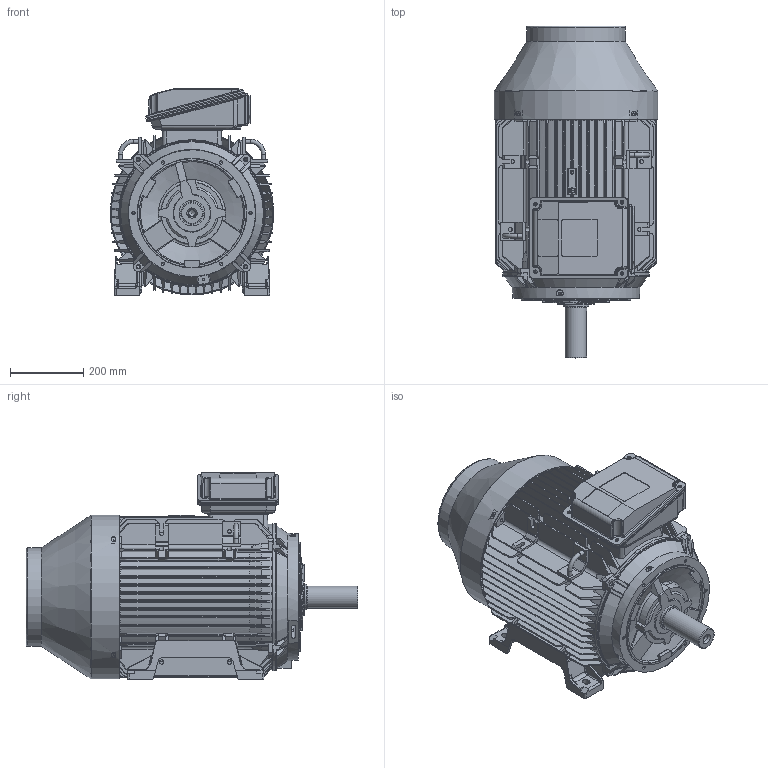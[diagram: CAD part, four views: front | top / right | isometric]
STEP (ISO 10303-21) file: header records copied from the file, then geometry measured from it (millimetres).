
FILE_DESCRIPTION( ( 'Unknown' ), '1' );
FILE_NAME( '3D UDF225M 4P B3 DTD IC411.stp', 'Unknown', ( 'Unknown' ), ( 'Unknown' ), 'PSStep 17.0.49', 'Unknown', ' ' );
FILE_SCHEMA( ( 'AUTOMOTIVE_DESIGN { 1 0 10303 214 1 1 1 1 }' ) );
Length unit declared in the file: millimetre
Products named in the file (1): 1
Bounding box: 448.2 x 908.6 x 565.65 mm (x, y, z)
Volume: 15694924.1 mm3; surface area: 4499723.7 mm2
Topology: 1 solids, 2 shells, 3085 faces, 8361 edges, 5230 vertices
Faces by surface type: plane 1325, cylinder 876, bspline 395, cone 259, torus 168, sphere 62
Full cylindrical faces by diameter (mm): 6.8 x12, 8 x9, 8.5 x9, 8.782 x6, 8.985 x1, 9 x12, 10 x12, 11 x4, 12 x16, 15 x3, 17.97 x1, 21 x1, 60.02 x1, 66.85 x1, 69.98 x2, 70.016 x1, 82.01 x1, 136 x1, 150 x1, 186 x1, 267 x1, 270.2 x1, 300 x1, 368.325 x1, 368.8 x1, 380 x1, 385 x3, 443 x1, 448.2 x1
Entity records: 162868 total; most frequent: CARTESIAN_POINT 64750, ORIENTED_EDGE 16134, DIRECTION 14312, EDGE_CURVE 8067, AXIS2_PLACEMENT_3D 5179, VERTEX_POINT 5157, LINE 3954, VECTOR 3954
